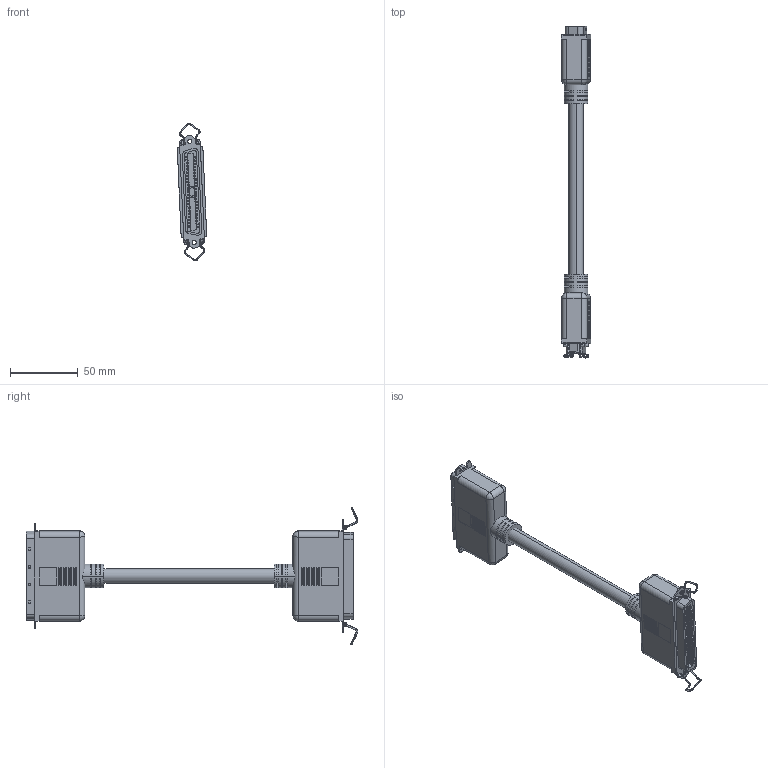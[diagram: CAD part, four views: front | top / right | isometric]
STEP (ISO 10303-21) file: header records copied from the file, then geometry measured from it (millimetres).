
FILE_DESCRIPTION (( 'STEP AP203' ), '1' );
FILE_NAME ('CA752MF-1M.STEP', '2006-07-20T15:54:44', ( 'L-COM' ), ( 'L-COM' ), 'SwSTEP 2.0', 'SolidWorks 2006004', '' );
FILE_SCHEMA (( 'CONFIG_CONTROL_DESIGN' ));
Length unit declared in the file: inch
Products named in the file (12): 3AB15-005; MTN-045; 3AB15-006; CA752MF-1M; 3AC03-065; 3AB15-004; 3AB15-005-MA1; 3AB15-005-MA2_CE36F; 3AA08-003; 3AB15-003; 3AB15-006-MA1; 3AB15-006-MA2_CE36F
Assembly tree (13 placements, depth 4):
  CA752MF-1M
    3AB15-003
      3AB15-006
        3AB15-006-MA1
        3AB15-006-MA2_CE36F
      MTN-045
    3AC03-065
    3AB15-004
      3AB15-005
        3AB15-005-MA1
        3AB15-005-MA2_CE36F
        3AA08-003  x2
      MTN-045
Bounding box: 21.81 x 245.47 x 101.45 mm (x, y, z)
Volume: 115300.3 mm3; surface area: 39021.8 mm2
Topology: 9 solids, 9 shells, 1781 faces, 4688 edges, 3096 vertices
Faces by surface type: plane 1359, cylinder 373, bspline 25, torus 24
Entity records: 53188 total; most frequent: CARTESIAN_POINT 13944, ORIENTED_EDGE 7976, DIRECTION 7520, EDGE_CURVE 3988, VECTOR 3364, LINE 3364, VERTEX_POINT 2644, AXIS2_PLACEMENT_3D 2078
